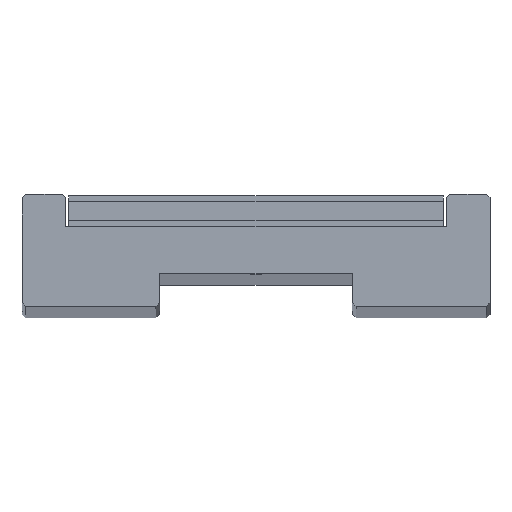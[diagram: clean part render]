
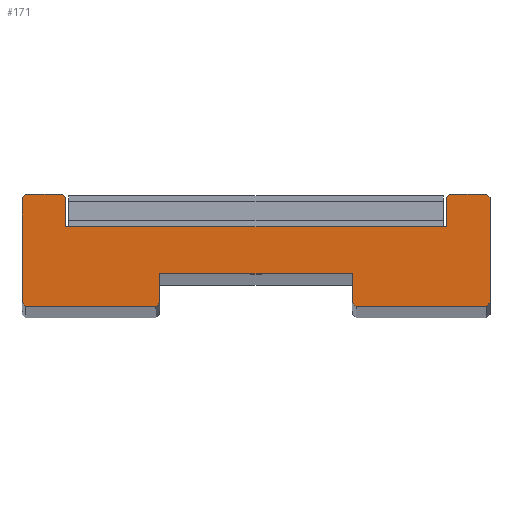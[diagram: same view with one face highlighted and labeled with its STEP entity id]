
A CAD part, top view. The second image highlights one B-rep face of the part: STEP entity #171.
In plain terms, the highlighted planar face has unit normal (0, 0, 1).
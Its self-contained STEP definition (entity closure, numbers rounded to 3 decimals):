
#3 = VERTEX_POINT ( 'NONE', #287 ) ;
#5 = EDGE_CURVE ( 'NONE', #130, #3, #262, .T. ) ;
#58 = VERTEX_POINT ( 'NONE', #405 ) ;
#66 = VERTEX_POINT ( 'NONE', #426 ) ;
#72 = EDGE_CURVE ( 'NONE', #1702, #66, #423, .T. ) ;
#77 = EDGE_CURVE ( 'NONE', #88, #58, #443, .T. ) ;
#84 = EDGE_CURVE ( 'NONE', #66, #130, #371, .T. ) ;
#88 = VERTEX_POINT ( 'NONE', #482 ) ;
#97 = VERTEX_POINT ( 'NONE', #472 ) ;
#99 = EDGE_CURVE ( 'NONE', #58, #97, #457, .T. ) ;
#102 = VERTEX_POINT ( 'NONE', #452 ) ;
#124 = EDGE_CURVE ( 'NONE', #102, #88, #1224, .T. ) ;
#130 = VERTEX_POINT ( 'NONE', #1201 ) ;
#132 = EDGE_CURVE ( 'NONE', #3, #102, #1228, .T. ) ;
#135 = VERTEX_POINT ( 'NONE', #1219 ) ;
#137 = EDGE_CURVE ( 'NONE', #97, #135, #1175, .T. ) ;
#143 = ORIENTED_EDGE ( 'NONE', *, *, #72, .T. ) ;
#145 = ORIENTED_EDGE ( 'NONE', *, *, #1674, .T. ) ;
#146 = ORIENTED_EDGE ( 'NONE', *, *, #5, .T. ) ;
#147 = ORIENTED_EDGE ( 'NONE', *, *, #132, .T. ) ;
#148 = ORIENTED_EDGE ( 'NONE', *, *, #84, .T. ) ;
#149 = ORIENTED_EDGE ( 'NONE', *, *, #1667, .T. ) ;
#150 = ORIENTED_EDGE ( 'NONE', *, *, #124, .T. ) ;
#152 = ORIENTED_EDGE ( 'NONE', *, *, #1717, .T. ) ;
#153 = ORIENTED_EDGE ( 'NONE', *, *, #1714, .T. ) ;
#154 = ORIENTED_EDGE ( 'NONE', *, *, #521, .T. ) ;
#155 = VERTEX_POINT ( 'NONE', #1211 ) ;
#166 = ORIENTED_EDGE ( 'NONE', *, *, #536, .T. ) ;
#168 = EDGE_CURVE ( 'NONE', #135, #155, #580, .T. ) ;
#169 = ORIENTED_EDGE ( 'NONE', *, *, #1671, .T. ) ;
#171 = ADVANCED_FACE ( 'NONE', ( #594 ), #576, .F. ) ;
#172 = EDGE_CURVE ( 'NONE', #155, #537, #575, .T. ) ;
#174 = EDGE_LOOP ( 'NONE', ( #166, #169, #176, #178, #145, #149, #175, #152, #153, #154, #143, #148, #146, #147, #150, #1557, #1556, #1633, #1513, #1507 ) ) ;
#175 = ORIENTED_EDGE ( 'NONE', *, *, #1707, .T. ) ;
#176 = ORIENTED_EDGE ( 'NONE', *, *, #1695, .T. ) ;
#178 = ORIENTED_EDGE ( 'NONE', *, *, #1665, .T. ) ;
#259 = DIRECTION ( 'NONE',  ( 0., 1., 0. ) ) ;
#260 = VECTOR ( 'NONE', #259, 1000. ) ;
#261 = CARTESIAN_POINT ( 'NONE',  ( -10.15, 0., 350. ) ) ;
#262 = LINE ( 'NONE', #261, #260 ) ;
#287 = CARTESIAN_POINT ( 'NONE',  ( -10.15, 1.55, 350. ) ) ;
#360 = CARTESIAN_POINT ( 'NONE',  ( 10.15, 0., 350. ) ) ;
#371 = LINE ( 'NONE', #360, #415 ) ;
#405 = CARTESIAN_POINT ( 'NONE',  ( -12.5, 1.55, 350. ) ) ;
#414 = DIRECTION ( 'NONE',  ( -1., 0., 0. ) ) ;
#415 = VECTOR ( 'NONE', #414, 1000. ) ;
#423 = LINE ( 'NONE', #436, #435 ) ;
#426 = CARTESIAN_POINT ( 'NONE',  ( 10.15, 0., 350. ) ) ;
#434 = DIRECTION ( 'NONE',  ( 0., -1., 0. ) ) ;
#435 = VECTOR ( 'NONE', #434, 1000. ) ;
#436 = CARTESIAN_POINT ( 'NONE',  ( 10.15, 1.55, 350. ) ) ;
#440 = DIRECTION ( 'NONE',  ( -0.707, -0.707, 0. ) ) ;
#441 = VECTOR ( 'NONE', #440, 1000. ) ;
#442 = CARTESIAN_POINT ( 'NONE',  ( -12.3, 1.75, 350. ) ) ;
#443 = LINE ( 'NONE', #442, #441 ) ;
#452 = CARTESIAN_POINT ( 'NONE',  ( -10.35, 1.75, 350. ) ) ;
#454 = DIRECTION ( 'NONE',  ( 0., -1., 0. ) ) ;
#455 = VECTOR ( 'NONE', #454, 1000. ) ;
#456 = CARTESIAN_POINT ( 'NONE',  ( -12.5, 1.55, 350. ) ) ;
#457 = LINE ( 'NONE', #456, #455 ) ;
#472 = CARTESIAN_POINT ( 'NONE',  ( -12.5, -4.05, 350. ) ) ;
#482 = CARTESIAN_POINT ( 'NONE',  ( -12.3, 1.75, 350. ) ) ;
#521 = EDGE_CURVE ( 'NONE', #1730, #1702, #962, .T. ) ;
#534 = VERTEX_POINT ( 'NONE', #972 ) ;
#536 = EDGE_CURVE ( 'NONE', #537, #534, #971, .T. ) ;
#537 = VERTEX_POINT ( 'NONE', #1059 ) ;
#559 = CARTESIAN_POINT ( 'NONE',  ( -12.3, -4.25, 350. ) ) ;
#560 = DIRECTION ( 'NONE',  ( 0., 0., -1. ) ) ;
#561 = CARTESIAN_POINT ( 'NONE',  ( -5.15, -2.5, 350. ) ) ;
#562 = AXIS2_PLACEMENT_3D ( 'NONE', #561, #560, #587 ) ;
#572 = DIRECTION ( 'NONE',  ( 0.707, 0.707, 0. ) ) ;
#573 = VECTOR ( 'NONE', #572, 1000. ) ;
#574 = CARTESIAN_POINT ( 'NONE',  ( -5.35, -4.25, 350. ) ) ;
#575 = LINE ( 'NONE', #574, #573 ) ;
#576 = PLANE ( 'NONE',  #562 ) ;
#577 = DIRECTION ( 'NONE',  ( 1., 0., 0. ) ) ;
#580 = LINE ( 'NONE', #559, #588 ) ;
#587 = DIRECTION ( 'NONE',  ( -1., 0., 0. ) ) ;
#588 = VECTOR ( 'NONE', #577, 1000. ) ;
#594 = FACE_OUTER_BOUND ( 'NONE', #174, .T. ) ;
#959 = DIRECTION ( 'NONE',  ( -0.707, -0.707, 0. ) ) ;
#960 = VECTOR ( 'NONE', #959, 1000. ) ;
#961 = CARTESIAN_POINT ( 'NONE',  ( 10.35, 1.75, 350. ) ) ;
#962 = LINE ( 'NONE', #961, #960 ) ;
#968 = DIRECTION ( 'NONE',  ( 0., 1., 0. ) ) ;
#969 = VECTOR ( 'NONE', #968, 1000. ) ;
#970 = CARTESIAN_POINT ( 'NONE',  ( -5.15, -4.05, 350. ) ) ;
#971 = LINE ( 'NONE', #970, #969 ) ;
#972 = CARTESIAN_POINT ( 'NONE',  ( -5.15, -2.5, 350. ) ) ;
#1059 = CARTESIAN_POINT ( 'NONE',  ( -5.15, -4.05, 350. ) ) ;
#1172 = DIRECTION ( 'NONE',  ( 0.707, -0.707, 0. ) ) ;
#1173 = VECTOR ( 'NONE', #1172, 1000. ) ;
#1174 = CARTESIAN_POINT ( 'NONE',  ( -12.5, -4.05, 350. ) ) ;
#1175 = LINE ( 'NONE', #1174, #1173 ) ;
#1201 = CARTESIAN_POINT ( 'NONE',  ( -10.15, 0., 350. ) ) ;
#1211 = CARTESIAN_POINT ( 'NONE',  ( -5.35, -4.25, 350. ) ) ;
#1219 = CARTESIAN_POINT ( 'NONE',  ( -12.3, -4.25, 350. ) ) ;
#1224 = LINE ( 'NONE', #1229, #1231 ) ;
#1225 = DIRECTION ( 'NONE',  ( -0.707, 0.707, 0. ) ) ;
#1226 = VECTOR ( 'NONE', #1225, 1000. ) ;
#1227 = CARTESIAN_POINT ( 'NONE',  ( -10.15, 1.55, 350. ) ) ;
#1228 = LINE ( 'NONE', #1227, #1226 ) ;
#1229 = CARTESIAN_POINT ( 'NONE',  ( -10.35, 1.75, 350. ) ) ;
#1230 = DIRECTION ( 'NONE',  ( -1., 0., 0. ) ) ;
#1231 = VECTOR ( 'NONE', #1230, 1000. ) ;
#1268 = DIRECTION ( 'NONE',  ( 0.707, 0.707, 0. ) ) ;
#1271 = CARTESIAN_POINT ( 'NONE',  ( 12.5, -4.05, 350. ) ) ;
#1287 = CARTESIAN_POINT ( 'NONE',  ( 12.3, -4.25, 350. ) ) ;
#1289 = VECTOR ( 'NONE', #1268, 1000. ) ;
#1295 = DIRECTION ( 'NONE',  ( 1., 0., 0. ) ) ;
#1296 = VECTOR ( 'NONE', #1295, 1000. ) ;
#1297 = CARTESIAN_POINT ( 'NONE',  ( -5.15, -2.5, 350. ) ) ;
#1298 = LINE ( 'NONE', #1297, #1296 ) ;
#1321 = DIRECTION ( 'NONE',  ( 1., 0., 0. ) ) ;
#1322 = VECTOR ( 'NONE', #1321, 1000. ) ;
#1323 = CARTESIAN_POINT ( 'NONE',  ( 5.35, -4.25, 350. ) ) ;
#1324 = LINE ( 'NONE', #1323, #1322 ) ;
#1334 = DIRECTION ( 'NONE',  ( -1., 0., 0. ) ) ;
#1335 = VECTOR ( 'NONE', #1334, 1000. ) ;
#1336 = CARTESIAN_POINT ( 'NONE',  ( 12.3, 1.75, 350. ) ) ;
#1337 = LINE ( 'NONE', #1336, #1335 ) ;
#1353 = DIRECTION ( 'NONE',  ( 0., 1., 0. ) ) ;
#1354 = VECTOR ( 'NONE', #1353, 1000. ) ;
#1355 = CARTESIAN_POINT ( 'NONE',  ( 12.5, -4.05, 350. ) ) ;
#1356 = LINE ( 'NONE', #1355, #1354 ) ;
#1359 = LINE ( 'NONE', #1365, #1364 ) ;
#1360 = CARTESIAN_POINT ( 'NONE',  ( 12.3, 1.75, 350. ) ) ;
#1364 = VECTOR ( 'NONE', #1374, 1000. ) ;
#1365 = CARTESIAN_POINT ( 'NONE',  ( 5.15, -2.5, 350. ) ) ;
#1370 = CARTESIAN_POINT ( 'NONE',  ( 10.15, 1.55, 350. ) ) ;
#1374 = DIRECTION ( 'NONE',  ( 0., -1., 0. ) ) ;
#1385 = DIRECTION ( 'NONE',  ( -0.707, 0.707, 0. ) ) ;
#1386 = VECTOR ( 'NONE', #1385, 1000. ) ;
#1387 = CARTESIAN_POINT ( 'NONE',  ( 12.5, 1.55, 350. ) ) ;
#1388 = LINE ( 'NONE', #1387, #1386 ) ;
#1413 = CARTESIAN_POINT ( 'NONE',  ( 12.5, 1.55, 350. ) ) ;
#1421 = CARTESIAN_POINT ( 'NONE',  ( 12.3, -4.25, 350. ) ) ;
#1422 = CARTESIAN_POINT ( 'NONE',  ( 10.35, 1.75, 350. ) ) ;
#1444 = LINE ( 'NONE', #1287, #1289 ) ;
#1445 = DIRECTION ( 'NONE',  ( 0.707, -0.707, 0. ) ) ;
#1446 = VECTOR ( 'NONE', #1445, 1000. ) ;
#1447 = CARTESIAN_POINT ( 'NONE',  ( 5.15, -4.05, 350. ) ) ;
#1448 = LINE ( 'NONE', #1447, #1446 ) ;
#1456 = CARTESIAN_POINT ( 'NONE',  ( 5.15, -2.5, 350. ) ) ;
#1468 = CARTESIAN_POINT ( 'NONE',  ( 5.15, -4.05, 350. ) ) ;
#1484 = CARTESIAN_POINT ( 'NONE',  ( 5.35, -4.25, 350. ) ) ;
#1507 = ORIENTED_EDGE ( 'NONE', *, *, #172, .T. ) ;
#1513 = ORIENTED_EDGE ( 'NONE', *, *, #168, .T. ) ;
#1556 = ORIENTED_EDGE ( 'NONE', *, *, #99, .T. ) ;
#1557 = ORIENTED_EDGE ( 'NONE', *, *, #77, .T. ) ;
#1624 = VERTEX_POINT ( 'NONE', #1468 ) ;
#1633 = ORIENTED_EDGE ( 'NONE', *, *, #137, .T. ) ;
#1648 = VERTEX_POINT ( 'NONE', #1484 ) ;
#1661 = VERTEX_POINT ( 'NONE', #1456 ) ;
#1665 = EDGE_CURVE ( 'NONE', #1624, #1648, #1448, .T. ) ;
#1667 = EDGE_CURVE ( 'NONE', #1733, #1686, #1444, .T. ) ;
#1671 = EDGE_CURVE ( 'NONE', #534, #1661, #1298, .T. ) ;
#1674 = EDGE_CURVE ( 'NONE', #1648, #1733, #1324, .T. ) ;
#1686 = VERTEX_POINT ( 'NONE', #1271 ) ;
#1695 = EDGE_CURVE ( 'NONE', #1661, #1624, #1359, .T. ) ;
#1696 = VERTEX_POINT ( 'NONE', #1360 ) ;
#1702 = VERTEX_POINT ( 'NONE', #1370 ) ;
#1707 = EDGE_CURVE ( 'NONE', #1686, #1732, #1356, .T. ) ;
#1714 = EDGE_CURVE ( 'NONE', #1696, #1730, #1337, .T. ) ;
#1717 = EDGE_CURVE ( 'NONE', #1732, #1696, #1388, .T. ) ;
#1730 = VERTEX_POINT ( 'NONE', #1422 ) ;
#1732 = VERTEX_POINT ( 'NONE', #1413 ) ;
#1733 = VERTEX_POINT ( 'NONE', #1421 ) ;
